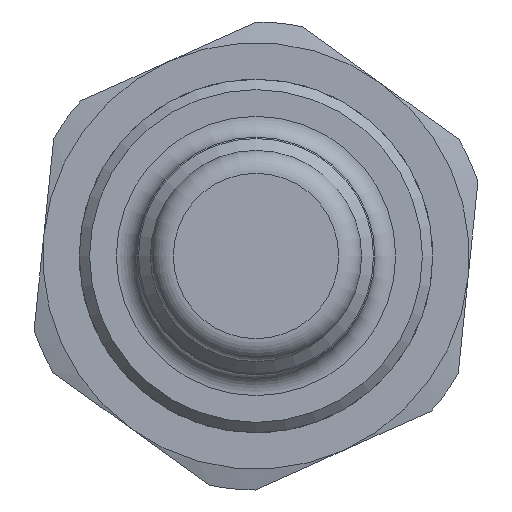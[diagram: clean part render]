
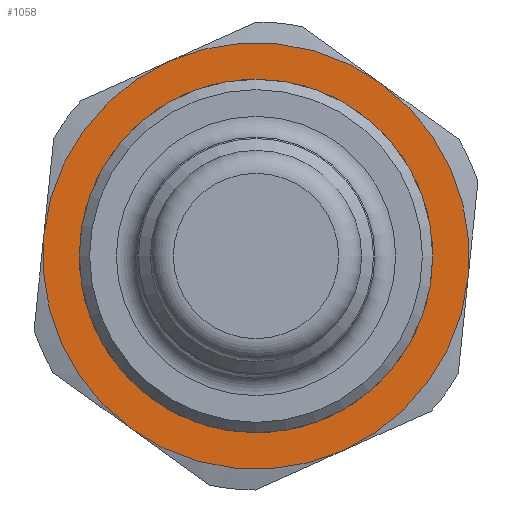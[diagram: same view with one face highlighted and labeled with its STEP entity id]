
A CAD part, left-side view. The second image highlights one B-rep face of the part: STEP entity #1058.
In plain terms, the highlighted planar face has unit normal (-1, 0, 0).
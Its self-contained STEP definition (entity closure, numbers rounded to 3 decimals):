
#126=CARTESIAN_POINT('',(47.,8.384,18.707));
#127=VERTEX_POINT('',#126);
#210=CARTESIAN_POINT('',(47.,-12.009,16.614));
#211=VERTEX_POINT('',#210);
#294=CARTESIAN_POINT('',(47.,-20.393,-2.093));
#295=VERTEX_POINT('',#294);
#378=CARTESIAN_POINT('',(47.,-8.384,-18.707));
#379=VERTEX_POINT('',#378);
#462=CARTESIAN_POINT('',(47.,12.009,-16.614));
#463=VERTEX_POINT('',#462);
#522=CARTESIAN_POINT('',(47.,20.393,2.093));
#523=VERTEX_POINT('',#522);
#524=CARTESIAN_POINT('',(47.,0.0,0.0));
#525=DIRECTION('',(-1.0,0.0,0.0));
#526=DIRECTION('',(0.0,0.995,0.102));
#527=AXIS2_PLACEMENT_3D('',#524,#525,#526);
#528=CIRCLE('',#527,20.5);
#529=EDGE_CURVE('',#523,#463,#528,.T.);
#562=CARTESIAN_POINT('',(47.,0.0,0.0));
#563=DIRECTION('',(-1.0,0.0,0.0));
#564=DIRECTION('',(0.0,0.995,0.102));
#565=AXIS2_PLACEMENT_3D('',#562,#563,#564);
#566=CIRCLE('',#565,20.5);
#567=EDGE_CURVE('',#463,#379,#566,.T.);
#586=CARTESIAN_POINT('',(47.,0.0,0.0));
#587=DIRECTION('',(-1.0,0.0,0.0));
#588=DIRECTION('',(0.0,0.995,0.102));
#589=AXIS2_PLACEMENT_3D('',#586,#587,#588);
#590=CIRCLE('',#589,20.5);
#591=EDGE_CURVE('',#379,#295,#590,.T.);
#610=CARTESIAN_POINT('',(47.,0.0,0.0));
#611=DIRECTION('',(-1.0,0.0,0.0));
#612=DIRECTION('',(0.0,0.995,0.102));
#613=AXIS2_PLACEMENT_3D('',#610,#611,#612);
#614=CIRCLE('',#613,20.5);
#615=EDGE_CURVE('',#295,#211,#614,.T.);
#656=CARTESIAN_POINT('',(47.,0.0,0.0));
#657=DIRECTION('',(-1.0,0.0,0.0));
#658=DIRECTION('',(0.0,0.995,0.102));
#659=AXIS2_PLACEMENT_3D('',#656,#657,#658);
#660=CIRCLE('',#659,20.5);
#661=EDGE_CURVE('',#127,#523,#660,.T.);
#672=CARTESIAN_POINT('',(47.,0.0,0.0));
#673=DIRECTION('',(-1.0,0.0,0.0));
#674=DIRECTION('',(0.0,0.995,0.102));
#675=AXIS2_PLACEMENT_3D('',#672,#673,#674);
#676=CIRCLE('',#675,20.5);
#677=EDGE_CURVE('',#211,#127,#676,.T.);
#1034=CARTESIAN_POINT('',(47.,18.652,1.914));
#1035=DIRECTION('',(-1.0,0.0,0.0));
#1036=DIRECTION('',(0.0,-0.102,0.995));
#1037=AXIS2_PLACEMENT_3D('',#1034,#1035,#1036);
#1038=PLANE('',#1037);
#1039=ORIENTED_EDGE('',*,*,#529,.T.);
#1040=ORIENTED_EDGE('',*,*,#567,.T.);
#1041=ORIENTED_EDGE('',*,*,#591,.T.);
#1042=ORIENTED_EDGE('',*,*,#615,.T.);
#1043=ORIENTED_EDGE('',*,*,#677,.T.);
#1044=ORIENTED_EDGE('',*,*,#661,.T.);
#1045=EDGE_LOOP('',(#1039,#1040,#1041,#1042,#1043,#1044));
#1046=FACE_OUTER_BOUND('',#1045,.T.);
#1047=CARTESIAN_POINT('',(47.,16.911,1.736));
#1048=VERTEX_POINT('',#1047);
#1049=CARTESIAN_POINT('',(47.,0.0,0.0));
#1050=DIRECTION('',(-1.0,0.0,0.0));
#1051=DIRECTION('',(0.0,0.995,0.102));
#1052=AXIS2_PLACEMENT_3D('',#1049,#1050,#1051);
#1053=CIRCLE('',#1052,17.0);
#1054=EDGE_CURVE('',#1048,#1048,#1053,.T.);
#1055=ORIENTED_EDGE('',*,*,#1054,.F.);
#1056=EDGE_LOOP('',(#1055));
#1057=FACE_BOUND('',#1056,.T.);
#1058=ADVANCED_FACE('',(#1046,#1057),#1038,.T.);
